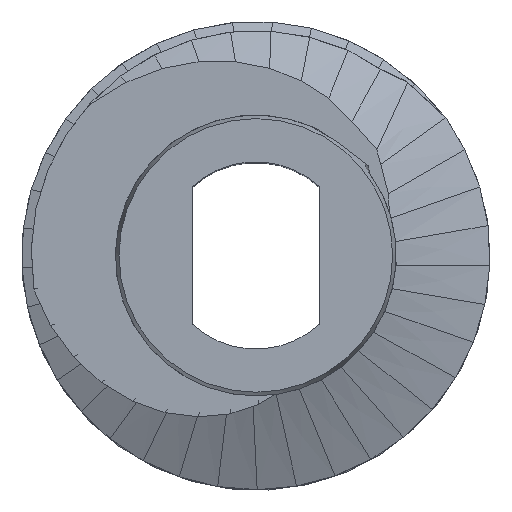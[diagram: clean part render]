
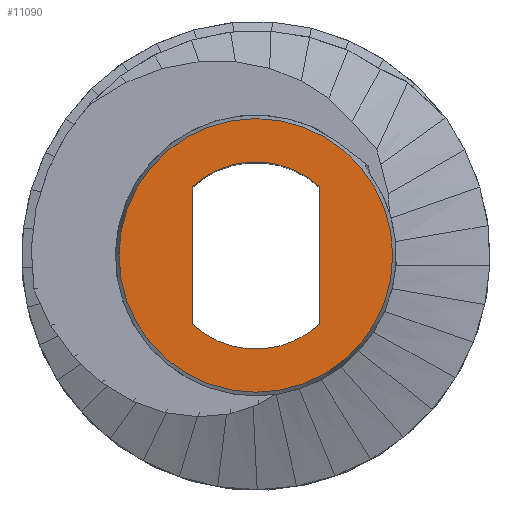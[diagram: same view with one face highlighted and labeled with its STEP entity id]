
A CAD part, top view. The second image highlights one B-rep face of the part: STEP entity #11090.
In plain terms, the highlighted planar face has unit normal (0, 0, 1).
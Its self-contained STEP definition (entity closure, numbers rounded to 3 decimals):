
#6812 = CONICAL_SURFACE('',#6813,1.825,0.003);
#6813 = AXIS2_PLACEMENT_3D('',#6814,#6815,#6816);
#6814 = CARTESIAN_POINT('',(0.,0.,3.042));
#6815 = DIRECTION('',(0.,0.,1.));
#6816 = DIRECTION('',(1.,0.,-0.));
#7877 = VERTEX_POINT('',#7878);
#7878 = CARTESIAN_POINT('',(1.826,0.,3.5));
#7901 = EDGE_CURVE('',#7877,#7877,#7902,.T.);
#7902 = SURFACE_CURVE('',#7903,(#7908,#7915),.PCURVE_S1.);
#7903 = CIRCLE('',#7904,1.826);
#7904 = AXIS2_PLACEMENT_3D('',#7905,#7906,#7907);
#7905 = CARTESIAN_POINT('',(0.,0.,3.5));
#7906 = DIRECTION('',(0.,0.,1.));
#7907 = DIRECTION('',(1.,0.,-0.));
#7908 = PCURVE('',#6812,#7909);
#7909 = DEFINITIONAL_REPRESENTATION('',(#7910),#7914);
#7910 = LINE('',#7911,#7912);
#7911 = CARTESIAN_POINT('',(0.,0.458));
#7912 = VECTOR('',#7913,1.);
#7913 = DIRECTION('',(1.,0.));
#7914 = ( GEOMETRIC_REPRESENTATION_CONTEXT(2) 
PARAMETRIC_REPRESENTATION_CONTEXT() REPRESENTATION_CONTEXT('2D SPACE',''
  ) );
#7915 = PCURVE('',#7916,#7921);
#7916 = PLANE('',#7917);
#7917 = AXIS2_PLACEMENT_3D('',#7918,#7919,#7920);
#7918 = CARTESIAN_POINT('',(-6.,-6.,3.5));
#7919 = DIRECTION('',(0.,0.,1.));
#7920 = DIRECTION('',(1.,0.,0.));
#7921 = DEFINITIONAL_REPRESENTATION('',(#7922),#7926);
#7922 = CIRCLE('',#7923,1.826);
#7923 = AXIS2_PLACEMENT_2D('',#7924,#7925);
#7924 = CARTESIAN_POINT('',(6.,6.));
#7925 = DIRECTION('',(1.,0.));
#7926 = ( GEOMETRIC_REPRESENTATION_CONTEXT(2) 
PARAMETRIC_REPRESENTATION_CONTEXT() REPRESENTATION_CONTEXT('2D SPACE',''
  ) );
#11090 = ADVANCED_FACE('',(#11091,#11094),#7916,.T.);
#11091 = FACE_BOUND('',#11092,.T.);
#11092 = EDGE_LOOP('',(#11093));
#11093 = ORIENTED_EDGE('',*,*,#7901,.T.);
#11094 = FACE_BOUND('',#11095,.T.);
#11095 = EDGE_LOOP('',(#11096,#11127,#11155,#11184));
#11096 = ORIENTED_EDGE('',*,*,#11097,.F.);
#11097 = EDGE_CURVE('',#11098,#11100,#11102,.T.);
#11098 = VERTEX_POINT('',#11099);
#11099 = CARTESIAN_POINT('',(0.85,0.917,3.5));
#11100 = VERTEX_POINT('',#11101);
#11101 = CARTESIAN_POINT('',(-0.85,0.917,3.5));
#11102 = SURFACE_CURVE('',#11103,(#11108,#11115),.PCURVE_S1.);
#11103 = CIRCLE('',#11104,1.25);
#11104 = AXIS2_PLACEMENT_3D('',#11105,#11106,#11107);
#11105 = CARTESIAN_POINT('',(0.,0.,3.5));
#11106 = DIRECTION('',(0.,0.,1.));
#11107 = DIRECTION('',(1.,0.,-0.));
#11108 = PCURVE('',#7916,#11109);
#11109 = DEFINITIONAL_REPRESENTATION('',(#11110),#11114);
#11110 = CIRCLE('',#11111,1.25);
#11111 = AXIS2_PLACEMENT_2D('',#11112,#11113);
#11112 = CARTESIAN_POINT('',(6.,6.));
#11113 = DIRECTION('',(1.,0.));
#11114 = ( GEOMETRIC_REPRESENTATION_CONTEXT(2) 
PARAMETRIC_REPRESENTATION_CONTEXT() REPRESENTATION_CONTEXT('2D SPACE',''
  ) );
#11115 = PCURVE('',#11116,#11121);
#11116 = CYLINDRICAL_SURFACE('',#11117,1.25);
#11117 = AXIS2_PLACEMENT_3D('',#11118,#11119,#11120);
#11118 = CARTESIAN_POINT('',(0.,0.,-4.));
#11119 = DIRECTION('',(0.,0.,1.));
#11120 = DIRECTION('',(1.,0.,0.));
#11121 = DEFINITIONAL_REPRESENTATION('',(#11122),#11126);
#11122 = LINE('',#11123,#11124);
#11123 = CARTESIAN_POINT('',(0.,7.5));
#11124 = VECTOR('',#11125,1.);
#11125 = DIRECTION('',(1.,0.));
#11126 = ( GEOMETRIC_REPRESENTATION_CONTEXT(2) 
PARAMETRIC_REPRESENTATION_CONTEXT() REPRESENTATION_CONTEXT('2D SPACE',''
  ) );
#11127 = ORIENTED_EDGE('',*,*,#11128,.F.);
#11128 = EDGE_CURVE('',#11129,#11098,#11131,.T.);
#11129 = VERTEX_POINT('',#11130);
#11130 = CARTESIAN_POINT('',(0.85,-0.917,3.5));
#11131 = SURFACE_CURVE('',#11132,(#11136,#11143),.PCURVE_S1.);
#11132 = LINE('',#11133,#11134);
#11133 = CARTESIAN_POINT('',(0.85,-0.917,3.5));
#11134 = VECTOR('',#11135,1.);
#11135 = DIRECTION('',(0.,1.,0.));
#11136 = PCURVE('',#7916,#11137);
#11137 = DEFINITIONAL_REPRESENTATION('',(#11138),#11142);
#11138 = LINE('',#11139,#11140);
#11139 = CARTESIAN_POINT('',(6.85,5.083));
#11140 = VECTOR('',#11141,1.);
#11141 = DIRECTION('',(0.,1.));
#11142 = ( GEOMETRIC_REPRESENTATION_CONTEXT(2) 
PARAMETRIC_REPRESENTATION_CONTEXT() REPRESENTATION_CONTEXT('2D SPACE',''
  ) );
#11143 = PCURVE('',#11144,#11149);
#11144 = PLANE('',#11145);
#11145 = AXIS2_PLACEMENT_3D('',#11146,#11147,#11148);
#11146 = CARTESIAN_POINT('',(0.85,-0.917,-3.5));
#11147 = DIRECTION('',(1.,0.,0.));
#11148 = DIRECTION('',(0.,0.,1.));
#11149 = DEFINITIONAL_REPRESENTATION('',(#11150),#11154);
#11150 = LINE('',#11151,#11152);
#11151 = CARTESIAN_POINT('',(7.,0.));
#11152 = VECTOR('',#11153,1.);
#11153 = DIRECTION('',(0.,-1.));
#11154 = ( GEOMETRIC_REPRESENTATION_CONTEXT(2) 
PARAMETRIC_REPRESENTATION_CONTEXT() REPRESENTATION_CONTEXT('2D SPACE',''
  ) );
#11155 = ORIENTED_EDGE('',*,*,#11156,.F.);
#11156 = EDGE_CURVE('',#11157,#11129,#11159,.T.);
#11157 = VERTEX_POINT('',#11158);
#11158 = CARTESIAN_POINT('',(-0.85,-0.917,3.5));
#11159 = SURFACE_CURVE('',#11160,(#11165,#11172),.PCURVE_S1.);
#11160 = CIRCLE('',#11161,1.25);
#11161 = AXIS2_PLACEMENT_3D('',#11162,#11163,#11164);
#11162 = CARTESIAN_POINT('',(0.,0.,3.5));
#11163 = DIRECTION('',(0.,0.,1.));
#11164 = DIRECTION('',(1.,0.,-0.));
#11165 = PCURVE('',#7916,#11166);
#11166 = DEFINITIONAL_REPRESENTATION('',(#11167),#11171);
#11167 = CIRCLE('',#11168,1.25);
#11168 = AXIS2_PLACEMENT_2D('',#11169,#11170);
#11169 = CARTESIAN_POINT('',(6.,6.));
#11170 = DIRECTION('',(1.,0.));
#11171 = ( GEOMETRIC_REPRESENTATION_CONTEXT(2) 
PARAMETRIC_REPRESENTATION_CONTEXT() REPRESENTATION_CONTEXT('2D SPACE',''
  ) );
#11172 = PCURVE('',#11173,#11178);
#11173 = CYLINDRICAL_SURFACE('',#11174,1.25);
#11174 = AXIS2_PLACEMENT_3D('',#11175,#11176,#11177);
#11175 = CARTESIAN_POINT('',(0.,0.,-4.));
#11176 = DIRECTION('',(0.,0.,1.));
#11177 = DIRECTION('',(1.,0.,0.));
#11178 = DEFINITIONAL_REPRESENTATION('',(#11179),#11183);
#11179 = LINE('',#11180,#11181);
#11180 = CARTESIAN_POINT('',(0.,7.5));
#11181 = VECTOR('',#11182,1.);
#11182 = DIRECTION('',(1.,0.));
#11183 = ( GEOMETRIC_REPRESENTATION_CONTEXT(2) 
PARAMETRIC_REPRESENTATION_CONTEXT() REPRESENTATION_CONTEXT('2D SPACE',''
  ) );
#11184 = ORIENTED_EDGE('',*,*,#11185,.T.);
#11185 = EDGE_CURVE('',#11157,#11100,#11186,.T.);
#11186 = SURFACE_CURVE('',#11187,(#11191,#11198),.PCURVE_S1.);
#11187 = LINE('',#11188,#11189);
#11188 = CARTESIAN_POINT('',(-0.85,-0.917,3.5));
#11189 = VECTOR('',#11190,1.);
#11190 = DIRECTION('',(0.,1.,0.));
#11191 = PCURVE('',#7916,#11192);
#11192 = DEFINITIONAL_REPRESENTATION('',(#11193),#11197);
#11193 = LINE('',#11194,#11195);
#11194 = CARTESIAN_POINT('',(5.15,5.083));
#11195 = VECTOR('',#11196,1.);
#11196 = DIRECTION('',(0.,1.));
#11197 = ( GEOMETRIC_REPRESENTATION_CONTEXT(2) 
PARAMETRIC_REPRESENTATION_CONTEXT() REPRESENTATION_CONTEXT('2D SPACE',''
  ) );
#11198 = PCURVE('',#11199,#11204);
#11199 = PLANE('',#11200);
#11200 = AXIS2_PLACEMENT_3D('',#11201,#11202,#11203);
#11201 = CARTESIAN_POINT('',(-0.85,-0.917,-3.5));
#11202 = DIRECTION('',(1.,0.,0.));
#11203 = DIRECTION('',(0.,0.,1.));
#11204 = DEFINITIONAL_REPRESENTATION('',(#11205),#11209);
#11205 = LINE('',#11206,#11207);
#11206 = CARTESIAN_POINT('',(7.,0.));
#11207 = VECTOR('',#11208,1.);
#11208 = DIRECTION('',(0.,-1.));
#11209 = ( GEOMETRIC_REPRESENTATION_CONTEXT(2) 
PARAMETRIC_REPRESENTATION_CONTEXT() REPRESENTATION_CONTEXT('2D SPACE',''
  ) );
